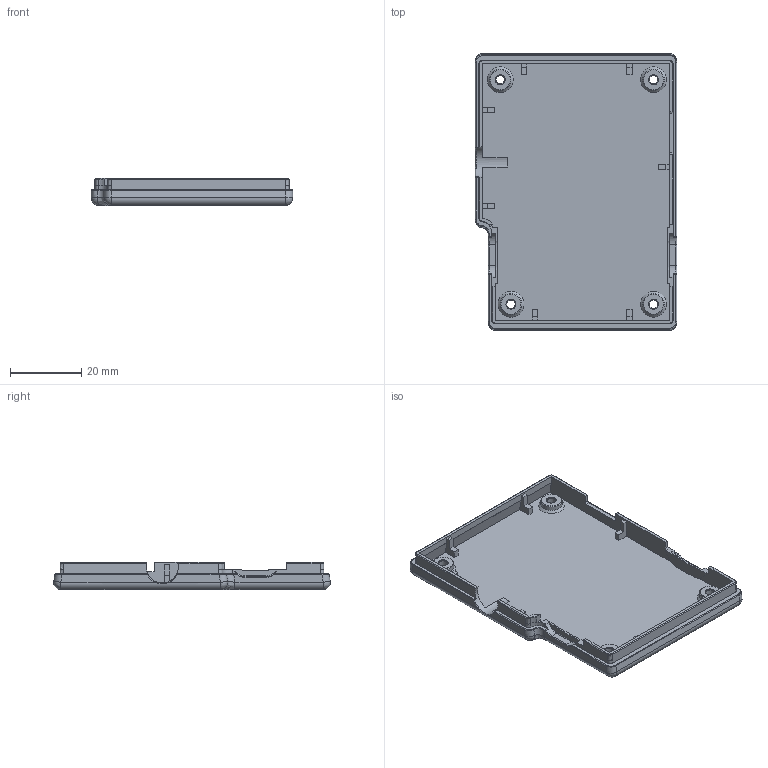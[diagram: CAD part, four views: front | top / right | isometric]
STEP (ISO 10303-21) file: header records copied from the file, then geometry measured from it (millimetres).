
FILE_DESCRIPTION(/* description */ (''),/* implementation_level */ '2;1');
FILE_NAME(/* name */ 'mxa08-bottom-v53.step',/* time_stamp */ '2024-01-04T16:07:55+09:00',/* author */ (''),/* organization */ (''),/* preprocessor_version */ 'ST-DEVELOPER v20',/* originating_system */ 'Autodesk Translation Framework v12.14.0.127',/* authorisation */ '');
FILE_SCHEMA (('AUTOMOTIVE_DESIGN { 1 0 10303 214 3 1 1 }'));
Length unit declared in the file: millimetre
Products named in the file (1): mxa08-case
Bounding box: 56.49 x 77.63 x 7.6 mm (x, y, z)
Volume: 10470.8 mm3; surface area: 11803 mm2
Topology: 1 solids, 1 shells, 254 faces, 651 edges, 403 vertices
Faces by surface type: plane 122, cylinder 59, bspline 35, cone 17, sphere 11, torus 10
Full cylindrical faces by diameter (mm): 2.4 x4, 3.6 x4, 6 x4
Entity records: 8391 total; most frequent: CARTESIAN_POINT 2264, ORIENTED_EDGE 1302, DIRECTION 1207, EDGE_CURVE 651, LINE 419, VECTOR 419, VERTEX_POINT 403, AXIS2_PLACEMENT_3D 394
